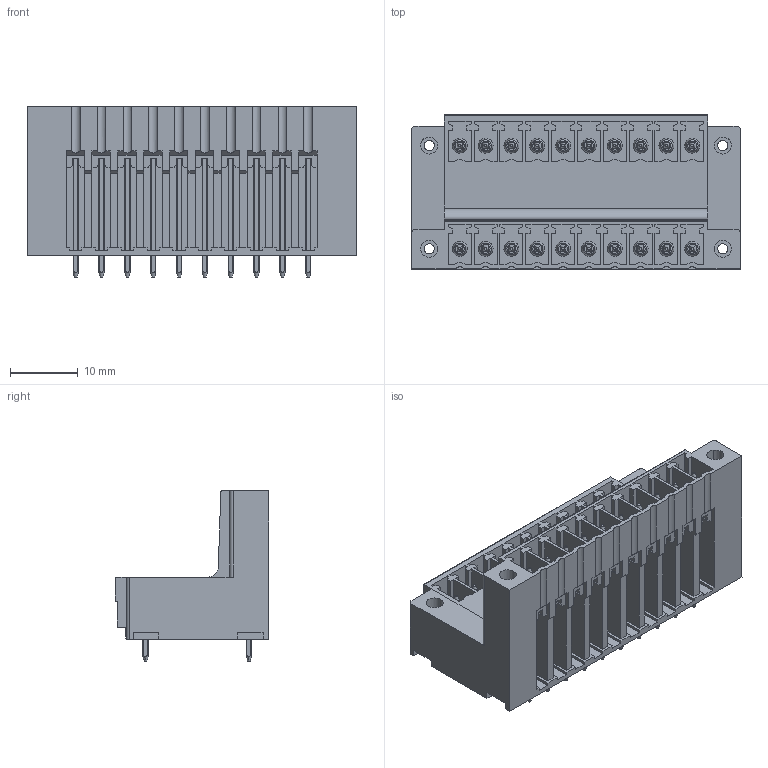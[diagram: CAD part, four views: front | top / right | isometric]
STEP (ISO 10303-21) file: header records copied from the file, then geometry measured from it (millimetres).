
FILE_DESCRIPTION(('CATIA V5 STEP Exchange','CAx-IF Rec.Pracs.--- Model Styling and Organization---1.2---2011-12-15'),'2;1');
FILE_NAME ('D1447353_0', '2018-10-13T11:36:29+00:00', ('none'), ('Weidmueller'), 'CATIA Version 5-6 Release 2014', 'CATIA V5 STEP AP214', 'none');
FILE_SCHEMA(('AUTOMOTIVE_DESIGN { 1 0 10303 214 1 1 1 1 }'));
Length unit declared in the file: millimetre
Products named in the file (1): 1036040000
Bounding box: 48.49 x 22.7 x 25.1 mm (x, y, z)
Volume: 9503.7 mm3; surface area: 11078 mm2
Topology: 21 solids, 21 shells, 1232 faces, 3410 edges, 2268 vertices
Faces by surface type: plane 801, cylinder 267, cone 124, torus 40
Entity records: 39900 total; most frequent: CARTESIAN_POINT 11640, ORIENTED_EDGE 6820, DIRECTION 4164, EDGE_CURVE 3410, VECTOR 2380, LINE 2380, VERTEX_POINT 2268, EDGE_LOOP 1348
